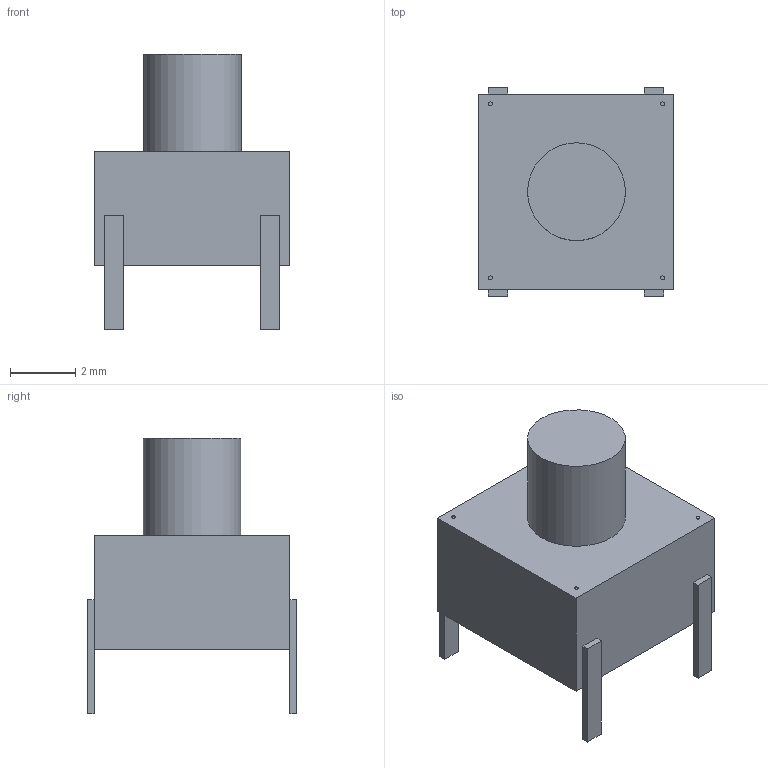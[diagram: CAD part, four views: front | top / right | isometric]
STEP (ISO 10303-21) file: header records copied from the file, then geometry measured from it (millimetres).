
FILE_DESCRIPTION(/* description */ (''),/* implementation_level */ '2;1');
FILE_NAME(/* name */ 'BUTTON v1.step',/* time_stamp */ '2023-09-08T12:48:23+03:00',/* author */ (''),/* organization */ (''),/* preprocessor_version */ 'ST-DEVELOPER v20',/* originating_system */ 'Autodesk Translation Framework v12.9.0.99',/* authorisation */ '');
FILE_SCHEMA (('AUTOMOTIVE_DESIGN { 1 0 10303 214 3 1 1 }'));
Length unit declared in the file: millimetre
Products named in the file (11): BUTTON; pina; pinb; point; point (1); pina (1); point (2); buttton; box; pinb (1); point (3)
Assembly tree (10 placements, depth 2):
  BUTTON
    pina
    pinb
    point
    point (1)
    pina (1)
    point (2)
    buttton
    box
    pinb (1)
    point (3)
Bounding box: 6 x 6.4 x 8.46 mm (x, y, z)
Volume: 148.9 mm3; surface area: 221.9 mm2
Topology: 10 solids, 10 shells, 45 faces, 75 edges, 50 vertices
Faces by surface type: plane 40, cylinder 5
Full cylindrical faces by diameter (mm): 0.12 x4, 3 x1
Entity records: 1424 total; most frequent: DIRECTION 219, CARTESIAN_POINT 192, ORIENTED_EDGE 150, AXIS2_PLACEMENT_3D 77, EDGE_CURVE 75, LINE 65, VECTOR 65, VERTEX_POINT 50
